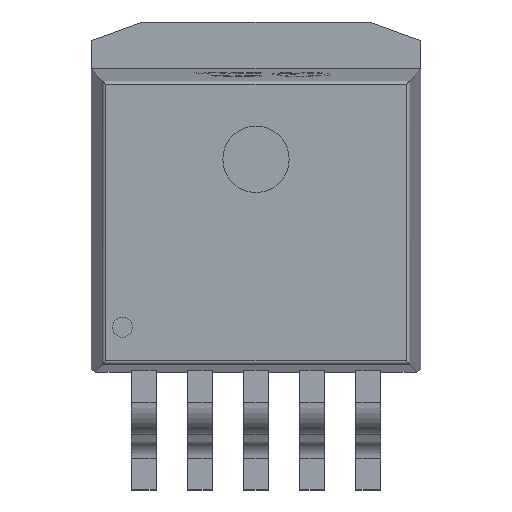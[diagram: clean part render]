
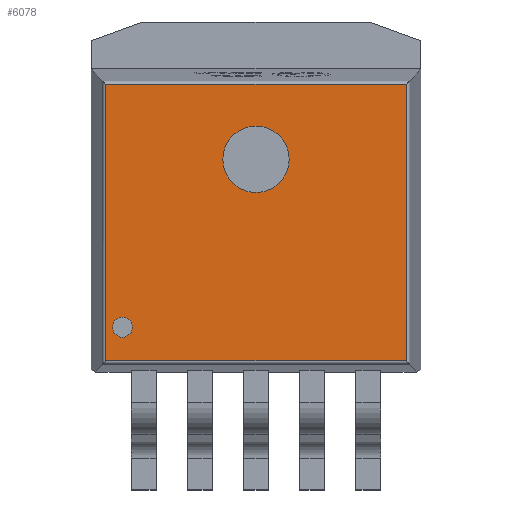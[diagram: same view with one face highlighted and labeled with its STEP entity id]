
A CAD part, top view. The second image highlights one B-rep face of the part: STEP entity #6078.
In plain terms, the highlighted planar face has unit normal (0, 0, 1).
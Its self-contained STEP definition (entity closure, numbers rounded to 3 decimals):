
#249=FACE_BOUND('',#886,.T.);
#250=FACE_BOUND('',#887,.T.);
#356=PLANE('',#6451);
#553=FACE_OUTER_BOUND('',#885,.T.);
#885=EDGE_LOOP('',(#4188,#4189,#4190,#4191));
#886=EDGE_LOOP('',(#4192));
#887=EDGE_LOOP('',(#4193));
#1329=LINE('',#8707,#1959);
#1330=LINE('',#8709,#1960);
#1331=LINE('',#8711,#1961);
#1332=LINE('',#8712,#1962);
#1959=VECTOR('',#6993,1.);
#1960=VECTOR('',#6994,1.);
#1961=VECTOR('',#6995,1.);
#1962=VECTOR('',#6996,1.);
#2464=CIRCLE('',#6407,1.008);
#2466=CIRCLE('',#6410,0.302);
#2508=VERTEX_POINT('',#8130);
#2510=VERTEX_POINT('',#8136);
#2708=VERTEX_POINT('',#8705);
#2709=VERTEX_POINT('',#8706);
#2710=VERTEX_POINT('',#8708);
#2711=VERTEX_POINT('',#8710);
#3091=EDGE_CURVE('',#2508,#2508,#2464,.T.);
#3094=EDGE_CURVE('',#2510,#2510,#2466,.T.);
#3299=EDGE_CURVE('',#2708,#2709,#1329,.T.);
#3300=EDGE_CURVE('',#2709,#2710,#1330,.T.);
#3301=EDGE_CURVE('',#2710,#2711,#1331,.T.);
#3302=EDGE_CURVE('',#2711,#2708,#1332,.T.);
#4188=ORIENTED_EDGE('',*,*,#3299,.T.);
#4189=ORIENTED_EDGE('',*,*,#3300,.T.);
#4190=ORIENTED_EDGE('',*,*,#3301,.T.);
#4191=ORIENTED_EDGE('',*,*,#3302,.T.);
#4192=ORIENTED_EDGE('',*,*,#3091,.F.);
#4193=ORIENTED_EDGE('',*,*,#3094,.F.);
#6078=ADVANCED_FACE('',(#553,#249,#250),#356,.T.);
#6407=AXIS2_PLACEMENT_3D('',#8132,#6778,#6779);
#6410=AXIS2_PLACEMENT_3D('',#8138,#6785,#6786);
#6451=AXIS2_PLACEMENT_3D('',#8704,#6991,#6992);
#6778=DIRECTION('center_axis',(0.,0.,1.));
#6779=DIRECTION('ref_axis',(1.,0.,0.));
#6785=DIRECTION('center_axis',(0.,0.,1.));
#6786=DIRECTION('ref_axis',(1.,0.,0.));
#6991=DIRECTION('center_axis',(0.,0.,1.));
#6992=DIRECTION('ref_axis',(1.,0.,0.));
#6993=DIRECTION('',(-1.,0.,0.));
#6994=DIRECTION('',(0.,-1.,0.));
#6995=DIRECTION('',(1.,0.,0.));
#6996=DIRECTION('',(0.,1.,0.));
#8130=CARTESIAN_POINT('',(-1.008,3.972,4.5));
#8132=CARTESIAN_POINT('Origin',(0.,3.972,4.5));
#8136=CARTESIAN_POINT('',(-4.354,-1.124,4.5));
#8138=CARTESIAN_POINT('Origin',(-4.051,-1.124,4.5));
#8704=CARTESIAN_POINT('Origin',(0.,2.118,4.5));
#8705=CARTESIAN_POINT('',(4.563,6.245,4.5));
#8706=CARTESIAN_POINT('',(-4.563,6.245,4.5));
#8707=CARTESIAN_POINT('',(-4.653,6.245,4.5));
#8708=CARTESIAN_POINT('',(-4.563,-2.148,4.5));
#8709=CARTESIAN_POINT('',(-4.563,2.118,4.5));
#8710=CARTESIAN_POINT('',(4.563,-2.148,4.5));
#8711=CARTESIAN_POINT('',(4.653,-2.148,4.5));
#8712=CARTESIAN_POINT('',(4.563,2.118,4.5));
